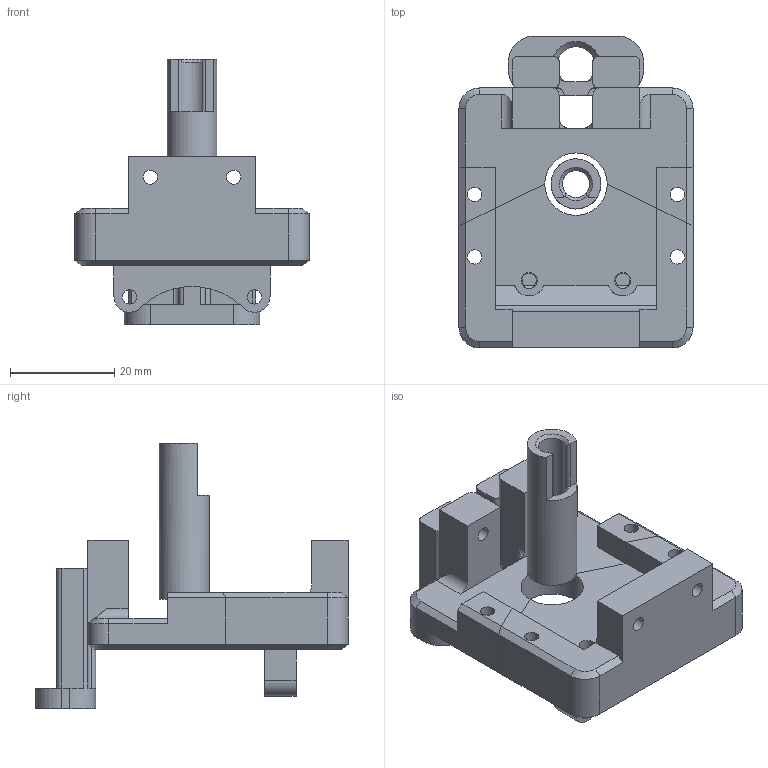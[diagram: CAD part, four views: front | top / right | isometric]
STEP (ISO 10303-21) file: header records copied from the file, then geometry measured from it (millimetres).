
FILE_DESCRIPTION(/* description */ (''),/* implementation_level */ '2;1');
FILE_NAME(/* name */ 'V6 Hotend Mount.step',/* time_stamp */ '2024-09-18T14:35:30-04:00',/* author */ (''),/* organization */ (''),/* preprocessor_version */ 'ST-DEVELOPER v20',/* originating_system */ 'Autodesk Translation Framework v13.14.0.145',/* authorisation */ '');
FILE_SCHEMA (('AUTOMOTIVE_DESIGN { 1 0 10303 214 3 1 1 }'));
Length unit declared in the file: millimetre
Products named in the file (5): V6 Hotend Mount; Mount; 3010 Heasink Fan Mount; Touch Mount; PTFE Brace
Assembly tree (4 placements, depth 3):
  V6 Hotend Mount
    Mount
      3010 Heasink Fan Mount
      Touch Mount
      PTFE Brace
Bounding box: 45 x 60 x 51.08 mm (x, y, z)
Volume: 24696.7 mm3; surface area: 14172 mm2
Topology: 7 solids, 7 shells, 190 faces, 490 edges, 318 vertices
Faces by surface type: plane 108, cylinder 65, cone 17
Full cylindrical faces by diameter (mm): 2.75 x16, 3.1 x2, 5.2 x1, 7.382 x1, 9.6 x1
Entity records: 6055 total; most frequent: CARTESIAN_POINT 1092, DIRECTION 1045, ORIENTED_EDGE 980, EDGE_CURVE 490, AXIS2_PLACEMENT_3D 366, VERTEX_POINT 318, LINE 313, VECTOR 313
